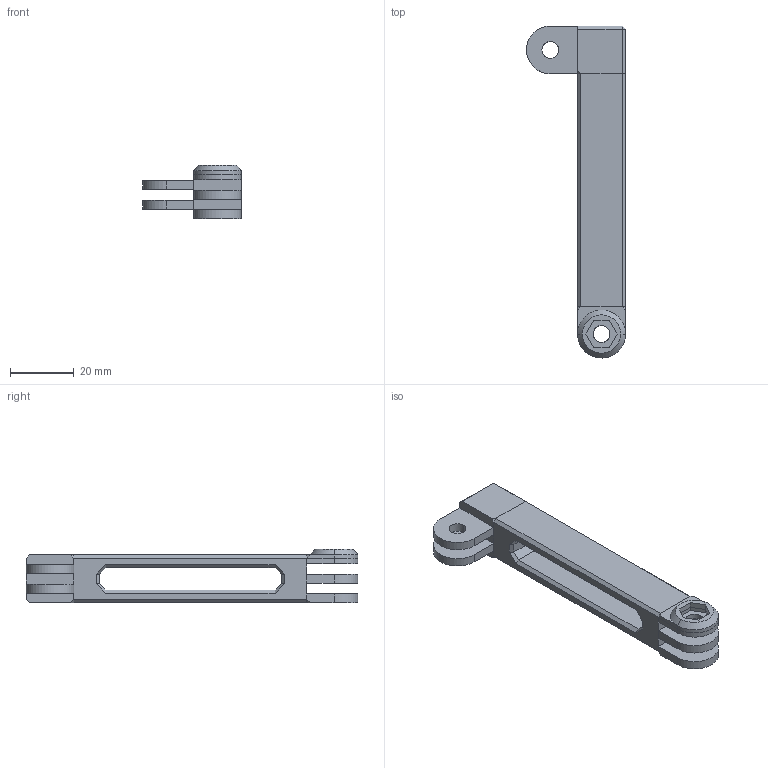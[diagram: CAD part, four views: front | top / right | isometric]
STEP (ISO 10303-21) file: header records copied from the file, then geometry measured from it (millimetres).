
FILE_DESCRIPTION(/* description */ (''),/* implementation_level */ '2;1');
FILE_NAME(/* name */ 'ARMLEG~2',/* time_stamp */ '2019-07-28T13:50:50+10:00',/* author */ (''),/* organization */ (''),/* preprocessor_version */ 'ST-DEVELOPER v15',/* originating_system */ '',/* authorisation */ '');
FILE_SCHEMA (('AUTOMOTIVE_DESIGN'));
Length unit declared in the file: millimetre
Products named in the file (1): Document
Bounding box: 30.99 x 103.99 x 16.8 mm (x, y, z)
Volume: 16455.9 mm3; surface area: 9076 mm2
Topology: 1 solids, 1 shells, 108 faces, 251 edges, 144 vertices
Faces by surface type: plane 80, bspline 28
Entity records: 2803 total; most frequent: CARTESIAN_POINT 1085, ORIENTED_EDGE 498, EDGE_CURVE 249, B_SPLINE_CURVE_WITH_KNOTS 202, VERTEX_POINT 144, EDGE_LOOP 121, ADVANCED_FACE 108, FACE_OUTER_BOUND 108
